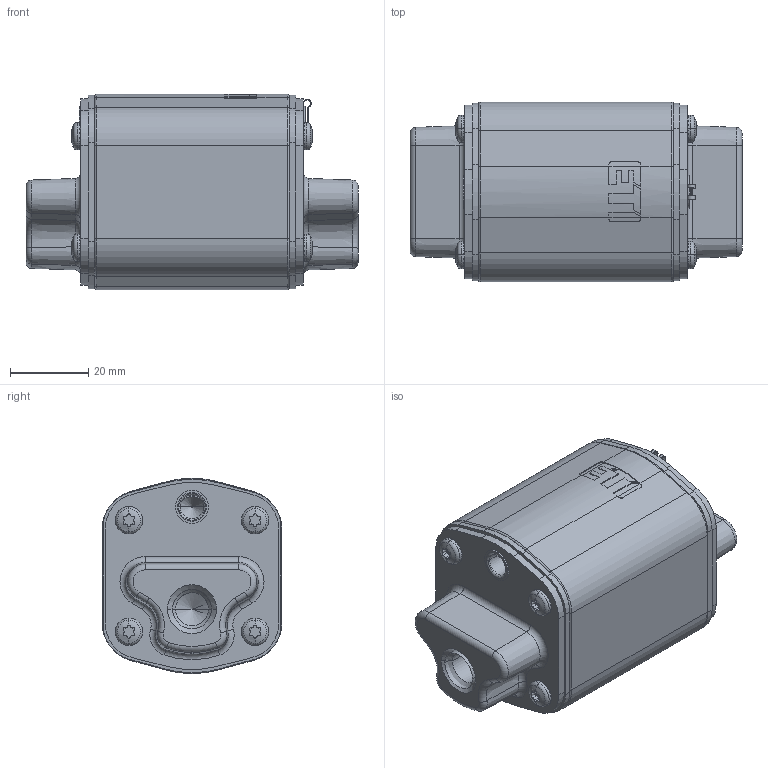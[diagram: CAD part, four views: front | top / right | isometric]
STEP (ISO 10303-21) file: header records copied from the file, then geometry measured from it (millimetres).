
FILE_DESCRIPTION((''),'2;1');
FILE_NAME('004713509_NHG1_UQ2_ASM-2_ASM','2025-03-19T13:57:07',('klemen.sitar'),('Audax d.o.o.'),'CREO PARAMETRIC BY PTC INC, 2021304','CREO PARAMETRIC BY PTC INC, 2021304','');
FILE_SCHEMA(('AP242_MANAGED_MODEL_BASED_3D_ENGINEERING_MIM_LF { 1 0 10303 442 1 1 4 }'));
Length unit declared in the file: millimetre
Products named in the file (8): 0000031986_4; 0000029837_1; POKROV_3; 0000031301_1; 0000016201_2; 0000033047_1; 0000033044_1; 004713509_NHG1_UQ2_ASM-2_ASM
Assembly tree (16 placements, depth 2):
  004713509_NHG1_UQ2_ASM-2_ASM
    0000031986_4
    0000029837_1  x2
    POKROV_3  x2
    0000031301_1  x8
    0000016201_2
    0000033047_1
    0000033044_1
Bounding box: 85 x 46 x 50 mm (x, y, z)
Volume: 83478 mm3; surface area: 40702.5 mm2
Topology: 16 solids, 34 shells, 1191 faces, 3062 edges, 1891 vertices
Faces by surface type: cylinder 484, plane 477, cone 106, torus 84, bspline 20, sphere 20
Entity records: 21550 total; most frequent: CARTESIAN_POINT 4000, DIRECTION 2839, ORIENTED_EDGE 2568, PRESENTATION_STYLE_ASSIGNMENT 1327, STYLED_ITEM 1322, CURVE_STYLE 1305, EDGE_CURVE 1305, AXIS2_PLACEMENT_3D 1123
